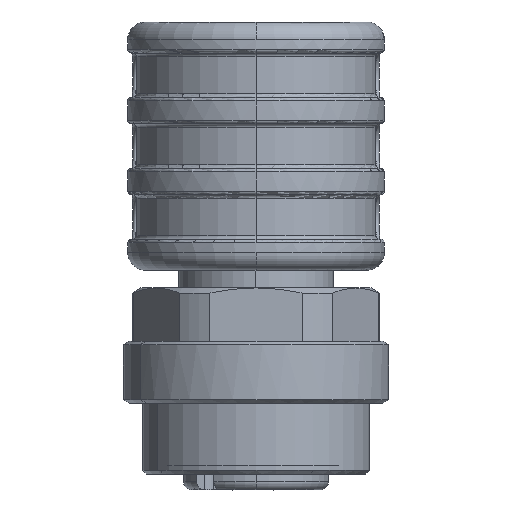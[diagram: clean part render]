
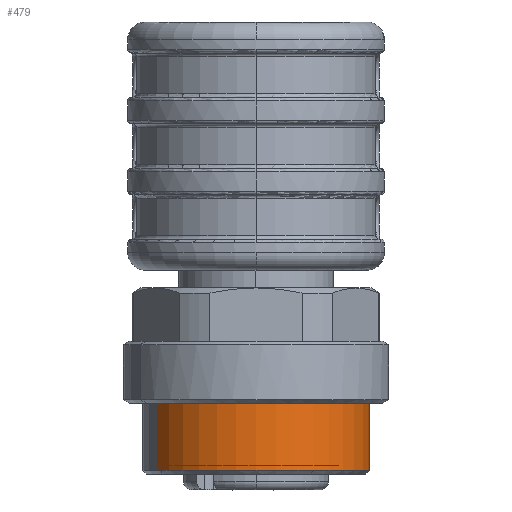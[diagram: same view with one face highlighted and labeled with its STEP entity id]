
A CAD part, front view. The second image highlights one B-rep face of the part: STEP entity #479.
In plain terms, the highlighted cylindrical face has radius 6.4 mm (diameter 12.8 mm), a partial arc.
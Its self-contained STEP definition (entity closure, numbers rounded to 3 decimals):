
#385=AXIS2_PLACEMENT_3D('Circle Axis2P3D',#383,#384,$) ;
#411=AXIS2_PLACEMENT_3D('Circle Axis2P3D',#409,#410,$) ;
#465=AXIS2_PLACEMENT_3D('Cylinder Axis2P3D',#462,#463,#464) ;
#469=AXIS2_PLACEMENT_3D('Circle Axis2P3D',#467,#468,$) ;
#380=CARTESIAN_POINT('Vertex',(13.043,10.7,1.1)) ;
#383=CARTESIAN_POINT('Axis2P3D Location',(7.5,7.5,1.1)) ;
#387=CARTESIAN_POINT('Vertex',(10.7,1.957,1.1)) ;
#409=CARTESIAN_POINT('Axis2P3D Location',(7.5,7.5,1.1)) ;
#413=CARTESIAN_POINT('Vertex',(1.957,4.3,1.1)) ;
#435=CARTESIAN_POINT('Line Origine',(13.043,10.7,0.9)) ;
#439=CARTESIAN_POINT('Vertex',(13.043,10.7,4.9)) ;
#442=CARTESIAN_POINT('Line Origine',(1.957,4.3,0.9)) ;
#446=CARTESIAN_POINT('Vertex',(1.957,4.3,4.9)) ;
#462=CARTESIAN_POINT('Axis2P3D Location',(7.5,7.5,0.9)) ;
#467=CARTESIAN_POINT('Axis2P3D Location',(7.5,7.5,4.9)) ;
#384=DIRECTION('Axis2P3D Direction',(0.,0.,1.)) ;
#410=DIRECTION('Axis2P3D Direction',(0.,0.,1.)) ;
#436=DIRECTION('Vector Direction',(0.,0.,-1.)) ;
#443=DIRECTION('Vector Direction',(0.,0.,-1.)) ;
#463=DIRECTION('Axis2P3D Direction',(0.,0.,-1.)) ;
#464=DIRECTION('Axis2P3D XDirection',(0.866,0.5,0.)) ;
#468=DIRECTION('Axis2P3D Direction',(0.,0.,-1.)) ;
#437=VECTOR('Line Direction',#436,1.) ;
#444=VECTOR('Line Direction',#443,1.) ;
#473=ORIENTED_EDGE('',*,*,#448,.T.) ;
#474=ORIENTED_EDGE('',*,*,#415,.T.) ;
#475=ORIENTED_EDGE('',*,*,#389,.T.) ;
#476=ORIENTED_EDGE('',*,*,#441,.T.) ;
#477=ORIENTED_EDGE('',*,*,#471,.T.) ;
#479=ADVANCED_FACE('MANIFOLD_SOLID_BREP #102',(#478),#466,.T.) ;
#386=CIRCLE('generated circle',#385,6.4) ;
#412=CIRCLE('generated circle',#411,6.4) ;
#470=CIRCLE('generated circle',#469,6.4) ;
#466=CYLINDRICAL_SURFACE('generated cylinder',#465,6.4) ;
#389=EDGE_CURVE('',#388,#381,#386,.T.) ;
#415=EDGE_CURVE('',#414,#388,#412,.T.) ;
#441=EDGE_CURVE('',#381,#440,#438,.F.) ;
#448=EDGE_CURVE('',#447,#414,#445,.T.) ;
#471=EDGE_CURVE('',#440,#447,#470,.T.) ;
#472=EDGE_LOOP('',(#473,#474,#475,#476,#477)) ;
#478=FACE_OUTER_BOUND('',#472,.T.) ;
#438=LINE('Line',#435,#437) ;
#445=LINE('Line',#442,#444) ;
#381=VERTEX_POINT('',#380) ;
#388=VERTEX_POINT('',#387) ;
#414=VERTEX_POINT('',#413) ;
#440=VERTEX_POINT('',#439) ;
#447=VERTEX_POINT('',#446) ;
